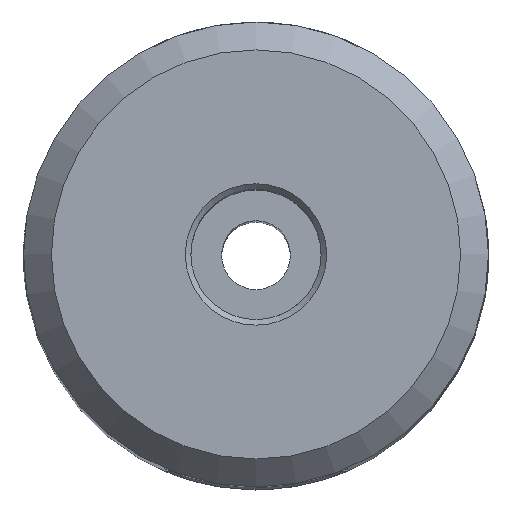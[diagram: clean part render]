
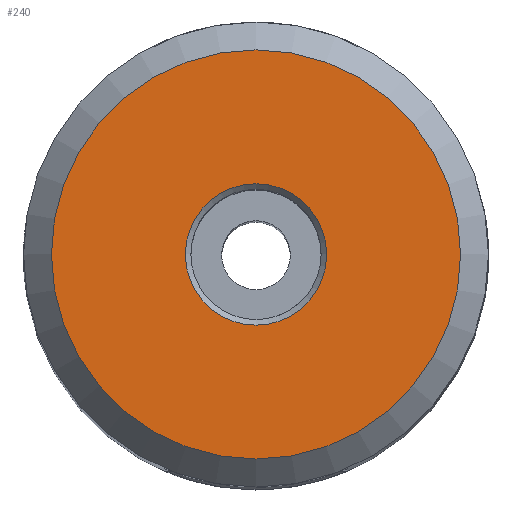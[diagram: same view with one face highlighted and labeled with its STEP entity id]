
A CAD part, top view. The second image highlights one B-rep face of the part: STEP entity #240.
In plain terms, the highlighted planar face has unit normal (0, 0, 1).
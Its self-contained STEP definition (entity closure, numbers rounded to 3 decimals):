
#13 = CARTESIAN_POINT ( 'NONE',  ( 0., 0., 95. ) ) ;
#20 = FACE_OUTER_BOUND ( 'NONE', #629, .T. ) ;
#95 = CARTESIAN_POINT ( 'NONE',  ( 11., 0., 95. ) ) ;
#240 = ADVANCED_FACE ( 'NONE', ( #1461, #20 ), #848, .T. ) ;
#304 = CARTESIAN_POINT ( 'NONE',  ( 3.8, 0., 95. ) ) ;
#458 = DIRECTION ( 'NONE',  ( 1., 0., 0. ) ) ;
#491 = DIRECTION ( 'NONE',  ( 0., 0., -1. ) ) ;
#527 = EDGE_LOOP ( 'NONE', ( #1479 ) ) ;
#553 = EDGE_CURVE ( 'NONE', #656, #656, #1336, .T. ) ;
#629 = EDGE_LOOP ( 'NONE', ( #1477 ) ) ;
#634 = EDGE_CURVE ( 'NONE', #1264, #1264, #1410, .T. ) ;
#656 = VERTEX_POINT ( 'NONE', #95 ) ;
#728 = DIRECTION ( 'NONE',  ( 0., 0., 1. ) ) ;
#775 = AXIS2_PLACEMENT_3D ( 'NONE', #1212, #491, #1458 ) ;
#808 = DIRECTION ( 'NONE',  ( 0., 0., 1. ) ) ;
#848 = PLANE ( 'NONE',  #866 ) ;
#866 = AXIS2_PLACEMENT_3D ( 'NONE', #13, #728, #1340 ) ;
#1212 = CARTESIAN_POINT ( 'NONE',  ( 0., 0., 95. ) ) ;
#1264 = VERTEX_POINT ( 'NONE', #304 ) ;
#1308 = CARTESIAN_POINT ( 'NONE',  ( 0., 0., 95. ) ) ;
#1336 = CIRCLE ( 'NONE', #1466, 11. ) ;
#1340 = DIRECTION ( 'NONE',  ( 1., 0., 0. ) ) ;
#1410 = CIRCLE ( 'NONE', #775, 3.8 ) ;
#1458 = DIRECTION ( 'NONE',  ( 1., 0., 0. ) ) ;
#1461 = FACE_BOUND ( 'NONE', #527, .T. ) ;
#1466 = AXIS2_PLACEMENT_3D ( 'NONE', #1308, #808, #458 ) ;
#1477 = ORIENTED_EDGE ( 'NONE', *, *, #553, .T. ) ;
#1479 = ORIENTED_EDGE ( 'NONE', *, *, #634, .T. ) ;
